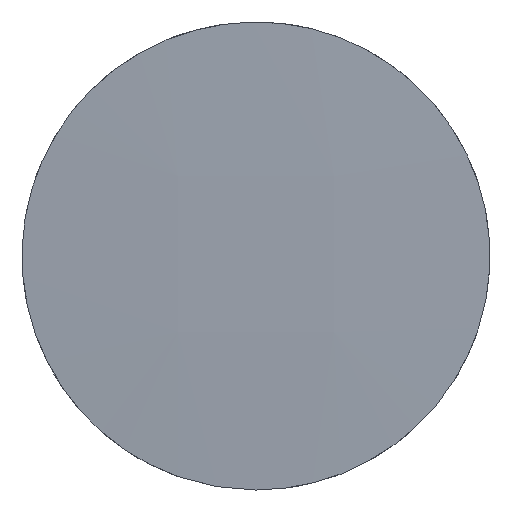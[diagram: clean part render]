
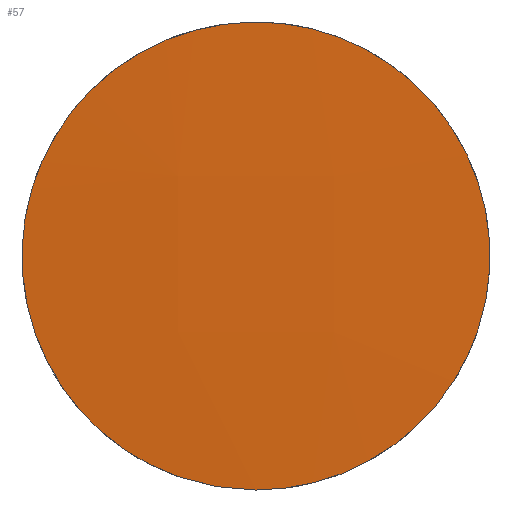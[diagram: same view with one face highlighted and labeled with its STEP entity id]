
A CAD part, left-side view. The second image highlights one B-rep face of the part: STEP entity #57.
In plain terms, the highlighted free-form (B-spline) face has degree [3, 3] with [4, 4] control points.
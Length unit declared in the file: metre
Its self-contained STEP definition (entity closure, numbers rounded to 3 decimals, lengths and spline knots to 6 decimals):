
#13=(
BOUNDED_SURFACE()
B_SPLINE_SURFACE(3,3,((#126,#127,#128,#129),(#130,#131,#132,#133),(#134,
#135,#136,#137),(#138,#139,#140,#141)),.SURF_OF_REVOLUTION.,.F.,.F.,.F.)
B_SPLINE_SURFACE_WITH_KNOTS((4,4),(4,4),(0.495984,0.51845),
(0.,1.),.PIECEWISE_BEZIER_KNOTS.)
GEOMETRIC_REPRESENTATION_ITEM()
RATIONAL_B_SPLINE_SURFACE(((1.,0.999,0.999,1.),
(1.,0.999,0.999,1.),(1.,0.999,0.999,
1.),(1.,0.999,0.999,1.)))
REPRESENTATION_ITEM('')
SURFACE()
);
#14=B_SPLINE_CURVE_WITH_KNOTS('',3,(#106,#107,#108,#109,#110,#111,#112,
#113,#114,#115,#116,#117,#118,#119,#120,#121,#122,#123,#124),
 .UNSPECIFIED.,.T.,.F.,(1,1,1,1,1,1,1,1,1,1,1,1,1,1,1,1,1,1,1,1,1,1,1),
(-0.013045,-0.008697,-0.004348,0.,
0.004348,0.008697,0.013045,0.017393,
0.021741,0.02609,0.030438,0.034786,
0.039134,0.043483,0.047831,0.052179,
0.056527,0.060876,0.065224,0.069572,
0.073921,0.078269,0.082617),.UNSPECIFIED.);
#20=ORIENTED_EDGE('',*,*,#26,.F.);
#26=EDGE_CURVE('',#30,#30,#14,.T.);
#30=VERTEX_POINT('',#125);
#39=EDGE_LOOP('',(#20));
#47=FACE_BOUND('',#39,.T.);
#57=ADVANCED_FACE('',(#47),#13,.T.);
#106=CARTESIAN_POINT('',(-0.266537,-0.004386,0.230647));
#107=CARTESIAN_POINT('',(-0.266492,0.000004,0.229769));
#108=CARTESIAN_POINT('',(-0.266537,0.004372,0.230642));
#109=CARTESIAN_POINT('',(-0.266674,0.008071,0.233119));
#110=CARTESIAN_POINT('',(-0.2669,0.010536,0.236817));
#111=CARTESIAN_POINT('',(-0.267201,0.011401,0.241173));
#112=CARTESIAN_POINT('',(-0.267536,0.010537,0.245527));
#113=CARTESIAN_POINT('',(-0.267846,0.008072,0.249226));
#114=CARTESIAN_POINT('',(-0.268066,0.004371,0.251704));
#115=CARTESIAN_POINT('',(-0.268146,0.000004,0.252575));
#116=CARTESIAN_POINT('',(-0.268067,-0.004362,0.251707));
#117=CARTESIAN_POINT('',(-0.267847,-0.008059,0.249238));
#118=CARTESIAN_POINT('',(-0.267537,-0.010529,0.245547));
#119=CARTESIAN_POINT('',(-0.267202,-0.011401,0.24119));
#120=CARTESIAN_POINT('',(-0.266901,-0.010541,0.236826));
#121=CARTESIAN_POINT('',(-0.266674,-0.008074,0.233124));
#122=CARTESIAN_POINT('',(-0.266537,-0.004386,0.230647));
#123=CARTESIAN_POINT('',(-0.266492,0.000004,0.229769));
#124=CARTESIAN_POINT('',(-0.266537,0.004372,0.230642));
#125=CARTESIAN_POINT('',(-0.266507,0.,0.230061));
#126=CARTESIAN_POINT('',(-0.266258,-0.011213,0.229924));
#127=CARTESIAN_POINT('',(-0.266574,-0.003719,0.229924));
#128=CARTESIAN_POINT('',(-0.266573,0.003782,0.229924));
#129=CARTESIAN_POINT('',(-0.266255,0.011275,0.229924));
#130=CARTESIAN_POINT('',(-0.266983,-0.011243,0.237597));
#131=CARTESIAN_POINT('',(-0.267299,-0.003729,0.237597));
#132=CARTESIAN_POINT('',(-0.267298,0.003792,0.237597));
#133=CARTESIAN_POINT('',(-0.26698,0.011306,0.237597));
#134=CARTESIAN_POINT('',(-0.267531,-0.011266,0.2451));
#135=CARTESIAN_POINT('',(-0.267848,-0.003737,0.2451));
#136=CARTESIAN_POINT('',(-0.267847,0.0038,0.2451));
#137=CARTESIAN_POINT('',(-0.267528,0.011329,0.2451));
#138=CARTESIAN_POINT('',(-0.267892,-0.011282,0.252486));
#139=CARTESIAN_POINT('',(-0.268209,-0.003742,0.252486));
#140=CARTESIAN_POINT('',(-0.268208,0.003805,0.252486));
#141=CARTESIAN_POINT('',(-0.267889,0.011345,0.252486));
